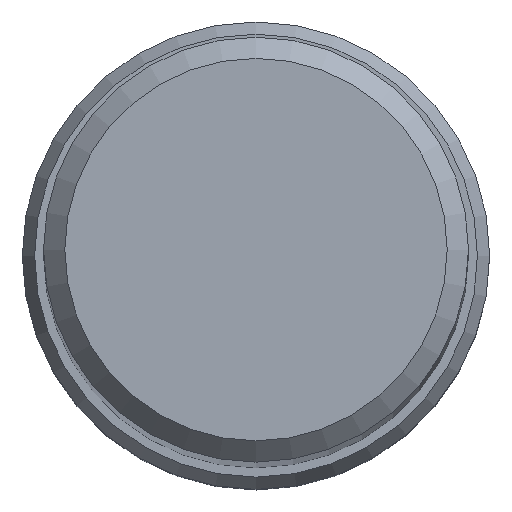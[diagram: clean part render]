
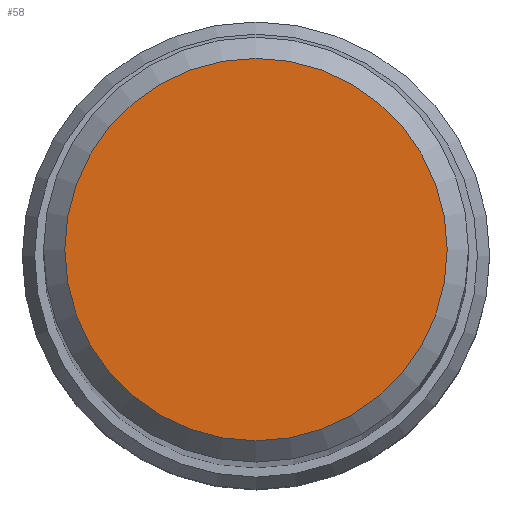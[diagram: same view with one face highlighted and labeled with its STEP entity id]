
A CAD part, top view. The second image highlights one B-rep face of the part: STEP entity #58.
In plain terms, the highlighted planar face has unit normal (0, 0, 1).
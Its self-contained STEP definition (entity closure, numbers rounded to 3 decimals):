
#58=ADVANCED_FACE('',(#71),#68,.T.);
#68=PLANE('',#176);
#71=FACE_OUTER_BOUND('',#73,.T.);
#73=EDGE_LOOP('',(#91));
#91=ORIENTED_EDGE('',*,*,#118,.T.);
#109=VERTEX_POINT('',#251);
#118=EDGE_CURVE('',#109,#109,#127,.T.);
#127=CIRCLE('',#175,9.);
#175=AXIS2_PLACEMENT_3D('',#250,#204,#205);
#176=AXIS2_PLACEMENT_3D('',#252,#206,#207);
#204=DIRECTION('',(0.,0.,1.));
#205=DIRECTION('',(0.,-1.,0.));
#206=DIRECTION('',(0.,0.,1.));
#207=DIRECTION('',(0.,1.,0.));
#250=CARTESIAN_POINT('',(0.,0.,0.));
#251=CARTESIAN_POINT('',(0.,-9.,0.));
#252=CARTESIAN_POINT('',(0.,0.,0.));
